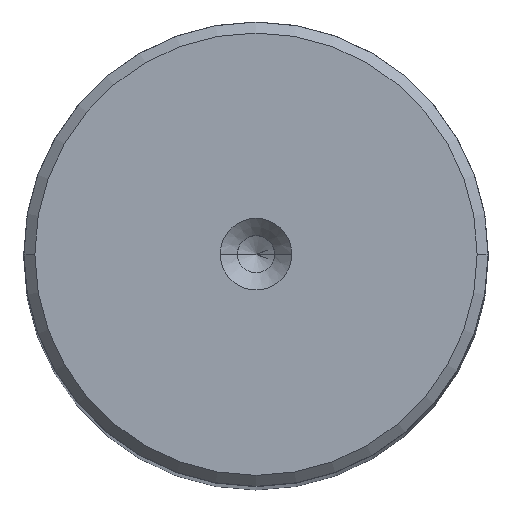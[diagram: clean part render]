
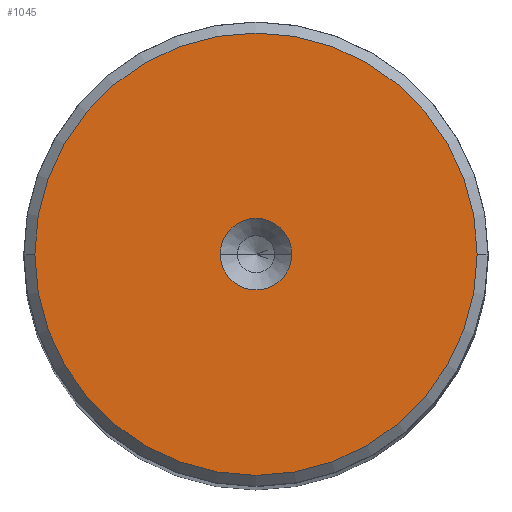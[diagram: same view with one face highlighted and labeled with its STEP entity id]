
A CAD part, top view. The second image highlights one B-rep face of the part: STEP entity #1045.
In plain terms, the highlighted planar face has unit normal (0, 0, 1).
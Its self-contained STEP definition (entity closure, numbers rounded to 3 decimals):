
#29 = DIRECTION ( 'NONE',  ( 1., 0., 0. ) ) ;
#157 = EDGE_CURVE ( 'NONE', #2522, #2662, #515, .T. ) ;
#210 = DIRECTION ( 'NONE',  ( 1., 0., 0. ) ) ;
#496 = EDGE_LOOP ( 'NONE', ( #3019, #1875 ) ) ;
#515 = CIRCLE ( 'NONE', #1218, 23.816 ) ;
#626 = CARTESIAN_POINT ( 'NONE',  ( 0., 0., 220. ) ) ;
#640 = DIRECTION ( 'NONE',  ( 1., 0., 0. ) ) ;
#732 = EDGE_CURVE ( 'NONE', #1941, #2839, #1222, .T. ) ;
#835 = ORIENTED_EDGE ( 'NONE', *, *, #1549, .F. ) ;
#871 = CARTESIAN_POINT ( 'NONE',  ( 0., 0., 220. ) ) ;
#921 = CARTESIAN_POINT ( 'NONE',  ( 0., 0., 220. ) ) ;
#1045 = ADVANCED_FACE ( 'NONE', ( #3046, #2084 ), #1382, .T. ) ;
#1218 = AXIS2_PLACEMENT_3D ( 'NONE', #1715, #2894, #29 ) ;
#1222 = CIRCLE ( 'NONE', #1644, 3.85 ) ;
#1364 = AXIS2_PLACEMENT_3D ( 'NONE', #626, #3012, #2758 ) ;
#1382 = PLANE ( 'NONE',  #2615 ) ;
#1383 = CARTESIAN_POINT ( 'NONE',  ( -23.816, 0., 220. ) ) ;
#1549 = EDGE_CURVE ( 'NONE', #2839, #1941, #1898, .T. ) ;
#1598 = CARTESIAN_POINT ( 'NONE',  ( 0., 0., 220. ) ) ;
#1641 = CARTESIAN_POINT ( 'NONE',  ( 23.816, 0., 220. ) ) ;
#1644 = AXIS2_PLACEMENT_3D ( 'NONE', #871, #2542, #640 ) ;
#1671 = CIRCLE ( 'NONE', #1364, 23.816 ) ;
#1715 = CARTESIAN_POINT ( 'NONE',  ( 0., 0., 220. ) ) ;
#1875 = ORIENTED_EDGE ( 'NONE', *, *, #2048, .T. ) ;
#1898 = CIRCLE ( 'NONE', #2188, 3.85 ) ;
#1941 = VERTEX_POINT ( 'NONE', #2246 ) ;
#2048 = EDGE_CURVE ( 'NONE', #2662, #2522, #1671, .T. ) ;
#2059 = ORIENTED_EDGE ( 'NONE', *, *, #732, .F. ) ;
#2084 = FACE_OUTER_BOUND ( 'NONE', #496, .T. ) ;
#2188 = AXIS2_PLACEMENT_3D ( 'NONE', #921, #2603, #210 ) ;
#2246 = CARTESIAN_POINT ( 'NONE',  ( 3.85, 0., 220. ) ) ;
#2261 = CARTESIAN_POINT ( 'NONE',  ( -3.85, 0., 220. ) ) ;
#2522 = VERTEX_POINT ( 'NONE', #1383 ) ;
#2542 = DIRECTION ( 'NONE',  ( 0., 0., 1. ) ) ;
#2603 = DIRECTION ( 'NONE',  ( 0., 0., 1. ) ) ;
#2615 = AXIS2_PLACEMENT_3D ( 'NONE', #1598, #3052, #2833 ) ;
#2662 = VERTEX_POINT ( 'NONE', #1641 ) ;
#2743 = EDGE_LOOP ( 'NONE', ( #2059, #835 ) ) ;
#2758 = DIRECTION ( 'NONE',  ( 1., 0., 0. ) ) ;
#2833 = DIRECTION ( 'NONE',  ( 1., 0., 0. ) ) ;
#2839 = VERTEX_POINT ( 'NONE', #2261 ) ;
#2894 = DIRECTION ( 'NONE',  ( 0., 0., 1. ) ) ;
#3012 = DIRECTION ( 'NONE',  ( 0., 0., 1. ) ) ;
#3019 = ORIENTED_EDGE ( 'NONE', *, *, #157, .T. ) ;
#3046 = FACE_BOUND ( 'NONE', #2743, .T. ) ;
#3052 = DIRECTION ( 'NONE',  ( 0., 0., 1. ) ) ;
